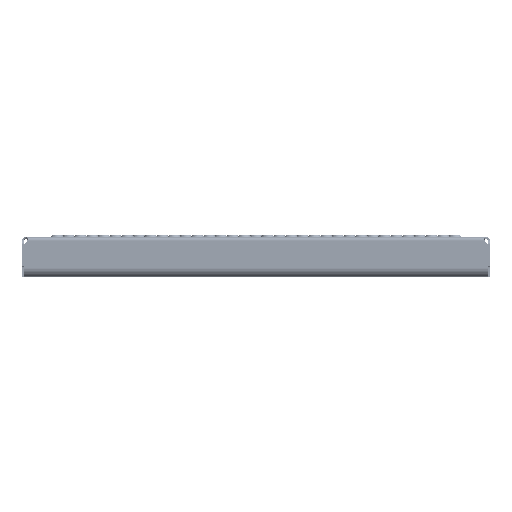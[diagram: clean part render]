
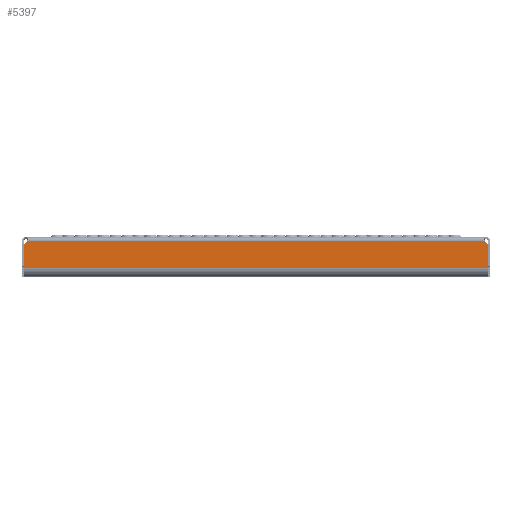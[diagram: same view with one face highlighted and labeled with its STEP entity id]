
A CAD part, top view. The second image highlights one B-rep face of the part: STEP entity #5397.
In plain terms, the highlighted planar face has unit normal (0, 0, 1).
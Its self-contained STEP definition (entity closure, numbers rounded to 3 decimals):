
#1679 = PLANE ( 'NONE',  #106204 ) ;
#1681 = CARTESIAN_POINT ( 'NONE',  ( -249., 195.712, 100. ) ) ;
#1683 = DIRECTION ( 'NONE',  ( 0., 0., 1. ) ) ;
#1684 = DIRECTION ( 'NONE',  ( 0., -1., 0. ) ) ;
#5397 = ADVANCED_FACE ( 'NONE', ( #19642 ), #1679, .T. ) ;
#9190 = CARTESIAN_POINT ( 'NONE',  ( -247.99, -32.498, 100. ) ) ;
#9191 = CARTESIAN_POINT ( 'NONE',  ( -247.99, -7.185, 100. ) ) ;
#9193 = CARTESIAN_POINT ( 'NONE',  ( -244.302, -4., 100. ) ) ;
#9194 = CARTESIAN_POINT ( 'NONE',  ( 244.302, -4., 100. ) ) ;
#9197 = CARTESIAN_POINT ( 'NONE',  ( 247.99, -32.498, 100. ) ) ;
#9199 = CARTESIAN_POINT ( 'NONE',  ( 247.99, -7.185, 100. ) ) ;
#10020 = VERTEX_POINT ( 'NONE', #9190 ) ;
#10022 = VERTEX_POINT ( 'NONE', #9191 ) ;
#10026 = VERTEX_POINT ( 'NONE', #9193 ) ;
#10028 = VERTEX_POINT ( 'NONE', #9194 ) ;
#10033 = VERTEX_POINT ( 'NONE', #9197 ) ;
#10036 = VERTEX_POINT ( 'NONE', #9199 ) ;
#19642 = FACE_OUTER_BOUND ( 'NONE', #58662, .T. ) ;
#31796 = ORIENTED_EDGE ( 'NONE', *, *, #43285, .T. ) ;
#31798 = ORIENTED_EDGE ( 'NONE', *, *, #43286, .T. ) ;
#31799 = ORIENTED_EDGE ( 'NONE', *, *, #43277, .F. ) ;
#31800 = ORIENTED_EDGE ( 'NONE', *, *, #43281, .T. ) ;
#31801 = ORIENTED_EDGE ( 'NONE', *, *, #43287, .T. ) ;
#31803 = ORIENTED_EDGE ( 'NONE', *, *, #43264, .T. ) ;
#43264 = EDGE_CURVE ( 'NONE', #10022, #10020, #63883, .T. ) ;
#43277 = EDGE_CURVE ( 'NONE', #10026, #10028, #63886, .T. ) ;
#43281 = EDGE_CURVE ( 'NONE', #10033, #10036, #63890, .T. ) ;
#43285 = EDGE_CURVE ( 'NONE', #10036, #10028, #75407, .T. ) ;
#43286 = EDGE_CURVE ( 'NONE', #10020, #10033, #63892, .T. ) ;
#43287 = EDGE_CURVE ( 'NONE', #10026, #10022, #75405, .T. ) ;
#58662 = EDGE_LOOP ( 'NONE', ( #31798, #31800, #31796, #31799, #31801, #31803 ) ) ;
#63883 = LINE ( 'NONE', #74595, #75393 ) ;
#63886 = LINE ( 'NONE', #74685, #75396 ) ;
#63890 = LINE ( 'NONE', #74693, #75401 ) ;
#63892 = LINE ( 'NONE', #74706, #75410 ) ;
#74595 = CARTESIAN_POINT ( 'NONE',  ( -247.99, -7.185, 100. ) ) ;
#74596 = DIRECTION ( 'NONE',  ( 0., -1., 0. ) ) ;
#74685 = CARTESIAN_POINT ( 'NONE',  ( -249., -4., 100. ) ) ;
#74686 = DIRECTION ( 'NONE',  ( 1., 0., 0. ) ) ;
#74693 = CARTESIAN_POINT ( 'NONE',  ( 247.99, -7.185, 100. ) ) ;
#74694 = DIRECTION ( 'NONE',  ( 0., 1., 0. ) ) ;
#74703 = CARTESIAN_POINT ( 'NONE',  ( 249., -2.288, 100. ) ) ;
#74704 = DIRECTION ( 'NONE',  ( 0., 0., -1. ) ) ;
#74705 = DIRECTION ( 'NONE',  ( 0., -1., 0. ) ) ;
#74706 = CARTESIAN_POINT ( 'NONE',  ( -247.99, -32.498, 100. ) ) ;
#74707 = DIRECTION ( 'NONE',  ( 1., 0., 0. ) ) ;
#74708 = CARTESIAN_POINT ( 'NONE',  ( -249., -2.288, 100. ) ) ;
#74709 = DIRECTION ( 'NONE',  ( 0., 0., -1. ) ) ;
#74710 = DIRECTION ( 'NONE',  ( 0., -1., 0. ) ) ;
#75393 = VECTOR ( 'NONE', #74596, 1000. ) ;
#75396 = VECTOR ( 'NONE', #74686, 1000. ) ;
#75401 = VECTOR ( 'NONE', #74694, 1000. ) ;
#75405 = CIRCLE ( 'NONE', #75411, 5. ) ;
#75407 = CIRCLE ( 'NONE', #75408, 5. ) ;
#75408 = AXIS2_PLACEMENT_3D ( 'NONE', #74703, #74704, #74705 ) ;
#75410 = VECTOR ( 'NONE', #74707, 1000. ) ;
#75411 = AXIS2_PLACEMENT_3D ( 'NONE', #74708, #74709, #74710 ) ;
#106204 = AXIS2_PLACEMENT_3D ( 'NONE', #1681, #1683, #1684 ) ;
